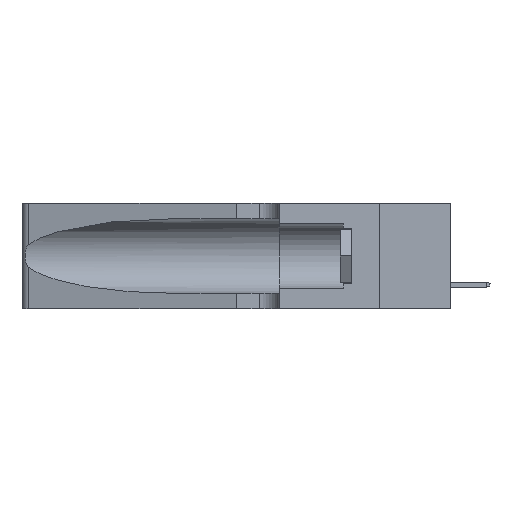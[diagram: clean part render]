
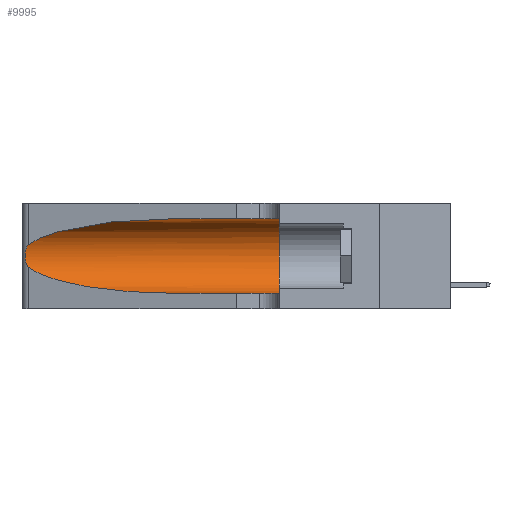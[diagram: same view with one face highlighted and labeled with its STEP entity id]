
A CAD part, left-side view. The second image highlights one B-rep face of the part: STEP entity #9995.
In plain terms, the highlighted cylindrical face has radius 3.308 mm (diameter 6.617 mm), a partial arc.
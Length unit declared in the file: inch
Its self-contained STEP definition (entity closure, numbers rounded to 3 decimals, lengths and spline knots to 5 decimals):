
#167 = CARTESIAN_POINT ( 'NONE',  ( 0.18966, 0.96281, 0.05475 ) ) ;
#198 = ORIENTED_EDGE ( 'NONE', *, *, #2395, .T. ) ;
#325 = FACE_OUTER_BOUND ( 'NONE', #8699, .T. ) ;
#864 = ORIENTED_EDGE ( 'NONE', *, *, #35525, .F. ) ;
#1204 = EDGE_CURVE ( 'NONE', #14299, #33739, #4661, .T. ) ;
#1468 = VERTEX_POINT ( 'NONE', #24993 ) ;
#1819 = VERTEX_POINT ( 'NONE', #18980 ) ;
#2395 = EDGE_CURVE ( 'NONE', #1468, #1819, #8683, .T. ) ;
#3495 = CYLINDRICAL_SURFACE ( 'NONE', #21494, 0.13025 ) ;
#4661 =( BOUNDED_CURVE ( )  B_SPLINE_CURVE ( 3, ( #5793, #17171, #167, #28024 ),
 .UNSPECIFIED., .F., .F. ) 
 B_SPLINE_CURVE_WITH_KNOTS ( ( 4, 4 ),
 ( 3.44316, 4.71239 ),
 .UNSPECIFIED. ) 
 CURVE ( )  GEOMETRIC_REPRESENTATION_ITEM ( )  RATIONAL_B_SPLINE_CURVE ( ( 1., 0.87, 0.87, 1. ) ) 
 REPRESENTATION_ITEM ( '' )  );
#5793 = CARTESIAN_POINT ( 'NONE',  ( 0.25487, 1.22718, 0.14631 ) ) ;
#7806 = DIRECTION ( 'NONE',  ( 0., 0., 1. ) ) ;
#8356 = DIRECTION ( 'NONE',  ( 0., 1., 0. ) ) ;
#8471 = VECTOR ( 'NONE', #29909, 39.37008 ) ;
#8683 =( BOUNDED_CURVE ( )  B_SPLINE_CURVE ( 3, ( #25453, #16491, #19112, #13687 ),
 .UNSPECIFIED., .F., .T. ) 
 B_SPLINE_CURVE_WITH_KNOTS ( ( 4, 4 ),
 ( 1.5708, 2.84003 ),
 .UNSPECIFIED. ) 
 CURVE ( )  GEOMETRIC_REPRESENTATION_ITEM ( )  RATIONAL_B_SPLINE_CURVE ( ( 1., 0.87, 0.87, 1. ) ) 
 REPRESENTATION_ITEM ( '' )  );
#8699 = EDGE_LOOP ( 'NONE', ( #198, #18628, #30166, #24546, #864, #15300 ) ) ;
#9109 = DIRECTION ( 'NONE',  ( 0., 0., -1. ) ) ;
#9376 = CARTESIAN_POINT ( 'NONE',  ( 0.25639, 1.23186, 0.15144 ) ) ;
#9974 = CARTESIAN_POINT ( 'NONE',  ( 0.1305, 0.35, 0.31525 ) ) ;
#9995 = ADVANCED_FACE ( 'NONE', ( #325 ), #3495, .F. ) ;
#10445 = CARTESIAN_POINT ( 'NONE',  ( 0.1305, 0.72297, 0.05475 ) ) ;
#11210 = CARTESIAN_POINT ( 'NONE',  ( 0.25487, 1.22718, 0.14631 ) ) ;
#11725 = CARTESIAN_POINT ( 'NONE',  ( 0.1305, 1.61858, 0.185 ) ) ;
#13385 = EDGE_CURVE ( 'NONE', #33739, #16039, #21289, .T. ) ;
#13638 = LINE ( 'NONE', #16435, #31536 ) ;
#13687 = CARTESIAN_POINT ( 'NONE',  ( 0.25487, 1.22718, 0.22369 ) ) ;
#14299 = VERTEX_POINT ( 'NONE', #11210 ) ;
#15300 = ORIENTED_EDGE ( 'NONE', *, *, #30212, .F. ) ;
#16039 = VERTEX_POINT ( 'NONE', #18453 ) ;
#16252 = DIRECTION ( 'NONE',  ( 0., -1., 0. ) ) ;
#16435 = CARTESIAN_POINT ( 'NONE',  ( 0.1305, 1.61858, 0.31525 ) ) ;
#16491 = CARTESIAN_POINT ( 'NONE',  ( 0.18966, 0.96281, 0.31525 ) ) ;
#16706 = EDGE_CURVE ( 'NONE', #1819, #14299, #24788, .T. ) ;
#16844 = AXIS2_PLACEMENT_3D ( 'NONE', #25164, #8356, #7806 ) ;
#17171 = CARTESIAN_POINT ( 'NONE',  ( 0.2373, 1.15595, 0.08982 ) ) ;
#17969 = CARTESIAN_POINT ( 'NONE',  ( 0.25787, 1.23484, 0.2124 ) ) ;
#18155 = CARTESIAN_POINT ( 'NONE',  ( 0.26018, 1.23835, 0.19895 ) ) ;
#18340 = CARTESIAN_POINT ( 'NONE',  ( 0.25854, 1.2359, 0.20912 ) ) ;
#18453 = CARTESIAN_POINT ( 'NONE',  ( 0.1305, 0.35, 0.05475 ) ) ;
#18490 = CARTESIAN_POINT ( 'NONE',  ( 0.1305, 1.61858, 0.05475 ) ) ;
#18628 = ORIENTED_EDGE ( 'NONE', *, *, #16706, .T. ) ;
#18980 = CARTESIAN_POINT ( 'NONE',  ( 0.25487, 1.22718, 0.22369 ) ) ;
#19112 = CARTESIAN_POINT ( 'NONE',  ( 0.2373, 1.15595, 0.28018 ) ) ;
#21289 = LINE ( 'NONE', #18490, #8471 ) ;
#21494 = AXIS2_PLACEMENT_3D ( 'NONE', #11725, #25744, #9109 ) ;
#22816 = CIRCLE ( 'NONE', #16844, 0.13025 ) ;
#24376 = CARTESIAN_POINT ( 'NONE',  ( 0.25487, 1.22718, 0.22369 ) ) ;
#24546 = ORIENTED_EDGE ( 'NONE', *, *, #13385, .T. ) ;
#24788 = B_SPLINE_CURVE_WITH_KNOTS ( 'NONE', 3,
 ( #24376, #33006, #26557, #17969, #18340, #18155, #27115, #34976, #32381, #35345, #35527, #9376, #29562, #35159 ),
 .UNSPECIFIED., .F., .F.,
 ( 4, 2, 2, 2, 2, 2, 4 ),
 ( 0., 0.00027, 0.00053, 0.00107, 0.0016, 0.00187, 0.00214 ),
 .UNSPECIFIED. ) ;
#24993 = CARTESIAN_POINT ( 'NONE',  ( 0.1305, 0.72297, 0.31525 ) ) ;
#25164 = CARTESIAN_POINT ( 'NONE',  ( 0.1305, 0.35, 0.185 ) ) ;
#25453 = CARTESIAN_POINT ( 'NONE',  ( 0.1305, 0.72297, 0.31525 ) ) ;
#25744 = DIRECTION ( 'NONE',  ( 0., -1., 0. ) ) ;
#26557 = CARTESIAN_POINT ( 'NONE',  ( 0.25639, 1.23184, 0.21858 ) ) ;
#27115 = CARTESIAN_POINT ( 'NONE',  ( 0.26075, 1.23896, 0.19203 ) ) ;
#28024 = CARTESIAN_POINT ( 'NONE',  ( 0.1305, 0.72297, 0.05475 ) ) ;
#29562 = CARTESIAN_POINT ( 'NONE',  ( 0.25555, 1.22993, 0.14849 ) ) ;
#29909 = DIRECTION ( 'NONE',  ( 0., -1., 0. ) ) ;
#30166 = ORIENTED_EDGE ( 'NONE', *, *, #1204, .T. ) ;
#30212 = EDGE_CURVE ( 'NONE', #1468, #31477, #13638, .T. ) ;
#31477 = VERTEX_POINT ( 'NONE', #9974 ) ;
#31536 = VECTOR ( 'NONE', #16252, 39.37008 ) ;
#32381 = CARTESIAN_POINT ( 'NONE',  ( 0.26017, 1.23833, 0.17102 ) ) ;
#33006 = CARTESIAN_POINT ( 'NONE',  ( 0.25555, 1.22994, 0.2215 ) ) ;
#33739 = VERTEX_POINT ( 'NONE', #10445 ) ;
#34976 = CARTESIAN_POINT ( 'NONE',  ( 0.26075, 1.23896, 0.178 ) ) ;
#35159 = CARTESIAN_POINT ( 'NONE',  ( 0.25487, 1.22718, 0.14631 ) ) ;
#35345 = CARTESIAN_POINT ( 'NONE',  ( 0.25856, 1.23593, 0.16098 ) ) ;
#35525 = EDGE_CURVE ( 'NONE', #31477, #16039, #22816, .T. ) ;
#35527 = CARTESIAN_POINT ( 'NONE',  ( 0.25789, 1.23486, 0.15765 ) ) ;
